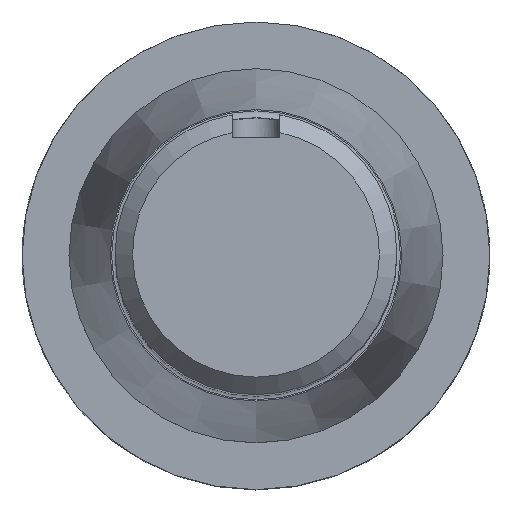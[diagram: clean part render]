
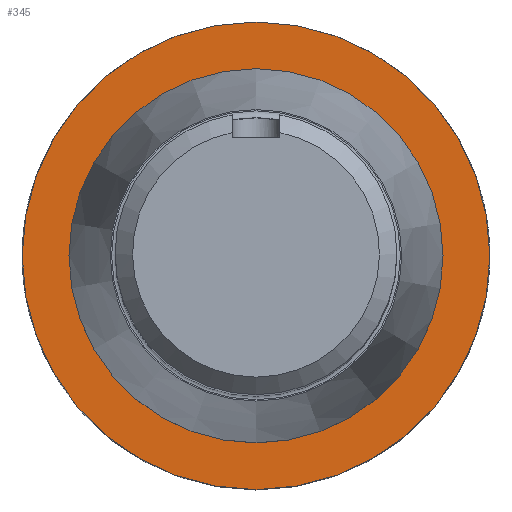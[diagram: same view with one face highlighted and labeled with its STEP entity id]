
A CAD part, top view. The second image highlights one B-rep face of the part: STEP entity #345.
In plain terms, the highlighted planar face has unit normal (0, 0, 1).
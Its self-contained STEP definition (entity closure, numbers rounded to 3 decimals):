
#191=FACE_BOUND('',#623,.T.);
#192=FACE_BOUND('',#624,.T.);
#255=CIRCLE('',#1896,16.0);
#266=CIRCLE('',#1921,20.0);
#345=ADVANCED_FACE('',(#191,#192),#456,.T.);
#456=PLANE('',#1922);
#623=EDGE_LOOP('',(#823));
#624=EDGE_LOOP('',(#824));
#823=ORIENTED_EDGE('',*,*,#1390,.T.);
#824=ORIENTED_EDGE('',*,*,#1420,.F.);
#1238=VERTEX_POINT('',#2638);
#1259=VERTEX_POINT('',#2754);
#1390=EDGE_CURVE('',#1238,#1238,#255,.T.);
#1420=EDGE_CURVE('',#1259,#1259,#266,.T.);
#1896=AXIS2_PLACEMENT_3D('',#2637,#2103,#2104);
#1921=AXIS2_PLACEMENT_3D('',#2753,#2164,#2165);
#1922=AXIS2_PLACEMENT_3D('',#2755,#2166,#2167);
#2103=DIRECTION('',(0.0,0.0,-1.0));
#2104=DIRECTION('',(1.0,0.0,0.0));
#2164=DIRECTION('',(0.0,0.0,-1.0));
#2165=DIRECTION('',(1.0,0.0,0.));
#2166=DIRECTION('',(0.0,0.0,1.0));
#2167=DIRECTION('',(1.0,0.0,0.0));
#2637=CARTESIAN_POINT('',(-0.843,0.,-2.557));
#2638=CARTESIAN_POINT('',(15.157,0.,-2.557));
#2753=CARTESIAN_POINT('',(-0.843,0.,-2.557));
#2754=CARTESIAN_POINT('',(19.157,0.,-2.557));
#2755=CARTESIAN_POINT('',(-0.843,0.,-2.557));
